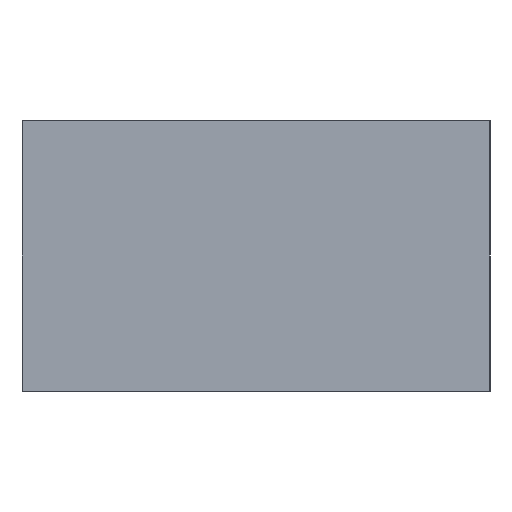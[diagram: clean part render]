
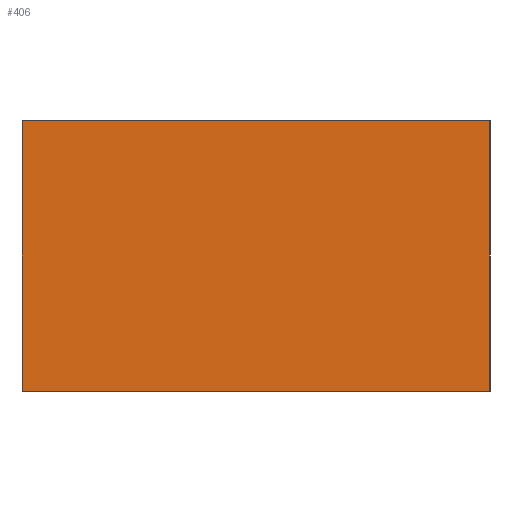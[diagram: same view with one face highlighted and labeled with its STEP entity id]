
A CAD part, left-side view. The second image highlights one B-rep face of the part: STEP entity #406.
In plain terms, the highlighted planar face has unit normal (-1, 0, 0).
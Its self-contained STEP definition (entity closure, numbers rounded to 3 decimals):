
#406 = ADVANCED_FACE('',(#407),#421,.F.);
#407 = FACE_BOUND('',#408,.F.);
#408 = EDGE_LOOP('',(#409,#444,#472,#500));
#409 = ORIENTED_EDGE('',*,*,#410,.F.);
#410 = EDGE_CURVE('',#411,#413,#415,.T.);
#411 = VERTEX_POINT('',#412);
#412 = CARTESIAN_POINT('',(0.,0.,0.));
#413 = VERTEX_POINT('',#414);
#414 = CARTESIAN_POINT('',(0.,0.,0.55));
#415 = SURFACE_CURVE('',#416,(#420,#432),.PCURVE_S1.);
#416 = LINE('',#417,#418);
#417 = CARTESIAN_POINT('',(0.,0.,0.));
#418 = VECTOR('',#419,1.);
#419 = DIRECTION('',(0.,0.,1.));
#420 = PCURVE('',#421,#426);
#421 = PLANE('',#422);
#422 = AXIS2_PLACEMENT_3D('',#423,#424,#425);
#423 = CARTESIAN_POINT('',(0.,0.,0.));
#424 = DIRECTION('',(1.,0.,0.));
#425 = DIRECTION('',(0.,0.,1.));
#426 = DEFINITIONAL_REPRESENTATION('',(#427),#431);
#427 = LINE('',#428,#429);
#428 = CARTESIAN_POINT('',(0.,0.));
#429 = VECTOR('',#430,1.);
#430 = DIRECTION('',(1.,0.));
#431 = ( GEOMETRIC_REPRESENTATION_CONTEXT(2) 
PARAMETRIC_REPRESENTATION_CONTEXT() REPRESENTATION_CONTEXT('2D SPACE',''
  ) );
#432 = PCURVE('',#433,#438);
#433 = PLANE('',#434);
#434 = AXIS2_PLACEMENT_3D('',#435,#436,#437);
#435 = CARTESIAN_POINT('',(0.,0.,0.));
#436 = DIRECTION('',(0.,1.,0.));
#437 = DIRECTION('',(0.,0.,1.));
#438 = DEFINITIONAL_REPRESENTATION('',(#439),#443);
#439 = LINE('',#440,#441);
#440 = CARTESIAN_POINT('',(0.,0.));
#441 = VECTOR('',#442,1.);
#442 = DIRECTION('',(1.,0.));
#443 = ( GEOMETRIC_REPRESENTATION_CONTEXT(2) 
PARAMETRIC_REPRESENTATION_CONTEXT() REPRESENTATION_CONTEXT('2D SPACE',''
  ) );
#444 = ORIENTED_EDGE('',*,*,#445,.T.);
#445 = EDGE_CURVE('',#411,#446,#448,.T.);
#446 = VERTEX_POINT('',#447);
#447 = CARTESIAN_POINT('',(0.,0.95,0.));
#448 = SURFACE_CURVE('',#449,(#453,#460),.PCURVE_S1.);
#449 = LINE('',#450,#451);
#450 = CARTESIAN_POINT('',(0.,0.,0.));
#451 = VECTOR('',#452,1.);
#452 = DIRECTION('',(0.,1.,0.));
#453 = PCURVE('',#421,#454);
#454 = DEFINITIONAL_REPRESENTATION('',(#455),#459);
#455 = LINE('',#456,#457);
#456 = CARTESIAN_POINT('',(0.,0.));
#457 = VECTOR('',#458,1.);
#458 = DIRECTION('',(0.,-1.));
#459 = ( GEOMETRIC_REPRESENTATION_CONTEXT(2) 
PARAMETRIC_REPRESENTATION_CONTEXT() REPRESENTATION_CONTEXT('2D SPACE',''
  ) );
#460 = PCURVE('',#461,#466);
#461 = PLANE('',#462);
#462 = AXIS2_PLACEMENT_3D('',#463,#464,#465);
#463 = CARTESIAN_POINT('',(0.,0.,0.));
#464 = DIRECTION('',(0.,0.,1.));
#465 = DIRECTION('',(1.,0.,0.));
#466 = DEFINITIONAL_REPRESENTATION('',(#467),#471);
#467 = LINE('',#468,#469);
#468 = CARTESIAN_POINT('',(0.,0.));
#469 = VECTOR('',#470,1.);
#470 = DIRECTION('',(0.,1.));
#471 = ( GEOMETRIC_REPRESENTATION_CONTEXT(2) 
PARAMETRIC_REPRESENTATION_CONTEXT() REPRESENTATION_CONTEXT('2D SPACE',''
  ) );
#472 = ORIENTED_EDGE('',*,*,#473,.T.);
#473 = EDGE_CURVE('',#446,#474,#476,.T.);
#474 = VERTEX_POINT('',#475);
#475 = CARTESIAN_POINT('',(0.,0.95,0.55));
#476 = SURFACE_CURVE('',#477,(#481,#488),.PCURVE_S1.);
#477 = LINE('',#478,#479);
#478 = CARTESIAN_POINT('',(0.,0.95,0.));
#479 = VECTOR('',#480,1.);
#480 = DIRECTION('',(0.,0.,1.));
#481 = PCURVE('',#421,#482);
#482 = DEFINITIONAL_REPRESENTATION('',(#483),#487);
#483 = LINE('',#484,#485);
#484 = CARTESIAN_POINT('',(0.,-0.95));
#485 = VECTOR('',#486,1.);
#486 = DIRECTION('',(1.,0.));
#487 = ( GEOMETRIC_REPRESENTATION_CONTEXT(2) 
PARAMETRIC_REPRESENTATION_CONTEXT() REPRESENTATION_CONTEXT('2D SPACE',''
  ) );
#488 = PCURVE('',#489,#494);
#489 = PLANE('',#490);
#490 = AXIS2_PLACEMENT_3D('',#491,#492,#493);
#491 = CARTESIAN_POINT('',(0.,0.95,0.));
#492 = DIRECTION('',(0.,1.,0.));
#493 = DIRECTION('',(0.,0.,1.));
#494 = DEFINITIONAL_REPRESENTATION('',(#495),#499);
#495 = LINE('',#496,#497);
#496 = CARTESIAN_POINT('',(0.,0.));
#497 = VECTOR('',#498,1.);
#498 = DIRECTION('',(1.,0.));
#499 = ( GEOMETRIC_REPRESENTATION_CONTEXT(2) 
PARAMETRIC_REPRESENTATION_CONTEXT() REPRESENTATION_CONTEXT('2D SPACE',''
  ) );
#500 = ORIENTED_EDGE('',*,*,#501,.F.);
#501 = EDGE_CURVE('',#413,#474,#502,.T.);
#502 = SURFACE_CURVE('',#503,(#507,#514),.PCURVE_S1.);
#503 = LINE('',#504,#505);
#504 = CARTESIAN_POINT('',(0.,0.,0.55));
#505 = VECTOR('',#506,1.);
#506 = DIRECTION('',(0.,1.,0.));
#507 = PCURVE('',#421,#508);
#508 = DEFINITIONAL_REPRESENTATION('',(#509),#513);
#509 = LINE('',#510,#511);
#510 = CARTESIAN_POINT('',(0.55,0.));
#511 = VECTOR('',#512,1.);
#512 = DIRECTION('',(0.,-1.));
#513 = ( GEOMETRIC_REPRESENTATION_CONTEXT(2) 
PARAMETRIC_REPRESENTATION_CONTEXT() REPRESENTATION_CONTEXT('2D SPACE',''
  ) );
#514 = PCURVE('',#515,#520);
#515 = PLANE('',#516);
#516 = AXIS2_PLACEMENT_3D('',#517,#518,#519);
#517 = CARTESIAN_POINT('',(0.,0.,0.55));
#518 = DIRECTION('',(0.,0.,1.));
#519 = DIRECTION('',(1.,0.,0.));
#520 = DEFINITIONAL_REPRESENTATION('',(#521),#525);
#521 = LINE('',#522,#523);
#522 = CARTESIAN_POINT('',(0.,0.));
#523 = VECTOR('',#524,1.);
#524 = DIRECTION('',(0.,1.));
#525 = ( GEOMETRIC_REPRESENTATION_CONTEXT(2) 
PARAMETRIC_REPRESENTATION_CONTEXT() REPRESENTATION_CONTEXT('2D SPACE',''
  ) );
